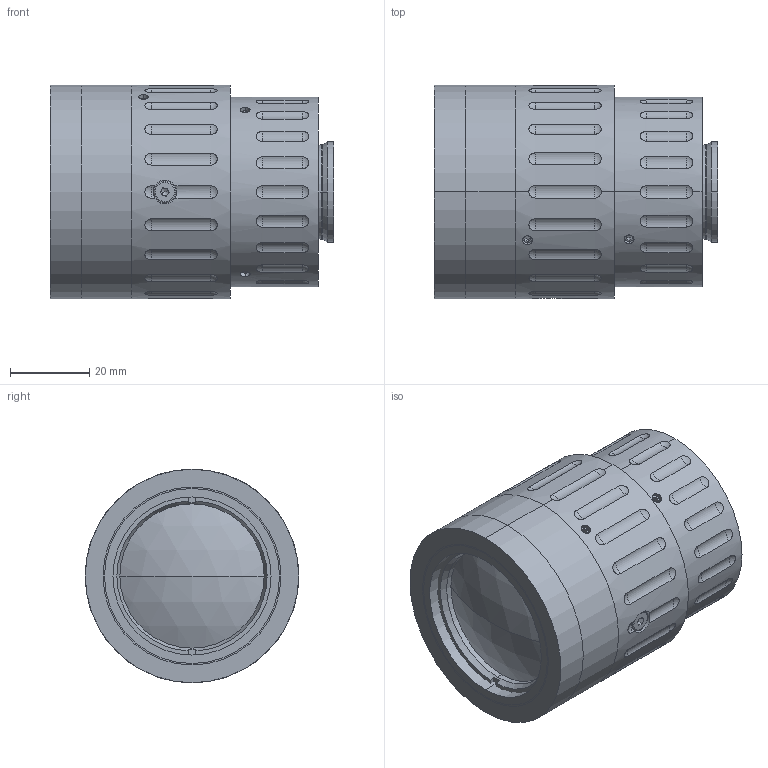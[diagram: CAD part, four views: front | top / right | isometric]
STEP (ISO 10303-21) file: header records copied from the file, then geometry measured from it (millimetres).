
FILE_DESCRIPTION (( 'STEP AP203' ), '1' );
FILE_NAME ('S5LPJ6805_216_03.STEP', '2022-03-02T09:55:17', ( '' ), ( '' ), 'SwSTEP 2.0', 'SolidWorks 2021', '' );
FILE_SCHEMA (( 'CONFIG_CONTROL_DESIGN' ));
Length unit declared in the file: millimetre
Products named in the file (15): 531509; S5LAO6803; 531506; S5LPJ6805_216_03; 535002; din 7984 - m3 x 5 --- 5n_DIN 7984 - M3 x 5 --- 5N; DIN 913 - M3 x 4-N_DIN 913 - M3 x 4-N; 242620; DIN 913 - M3 x 3-N_DIN 913 - M3 x 3-N; 531508; 531502; S5LDK6803; S5LMP6801; 531507; 531501
Assembly tree (18 placements, depth 4):
  S5LPJ6805_216_03
    531501
      S5LMP6801
      S5LAO6803
        S5LDK6803
      531502
      531506
      531507
      531508
      DIN 913 - M3 x 4-N_DIN 913 - M3 x 4-N  x4
      531509
      DIN 913 - M3 x 3-N_DIN 913 - M3 x 3-N  x2
      242620
      din 7984 - m3 x 5 --- 5n_DIN 7984 - M3 x 5 --- 5N
    535002
Bounding box: 71.77 x 54 x 54 mm (x, y, z)
Volume: 96315.1 mm3; surface area: 54854.9 mm2
Topology: 16 solids, 16 shells, 471 faces, 1029 edges, 651 vertices
Faces by surface type: cylinder 172, plane 125, sphere 88, cone 54, torus 32
Entity records: 15344 total; most frequent: CARTESIAN_POINT 4400, DIRECTION 2055, ORIENTED_EDGE 1798, EDGE_CURVE 899, AXIS2_PLACEMENT_3D 858, VERTEX_POINT 571, EDGE_LOOP 498, CIRCLE 424
